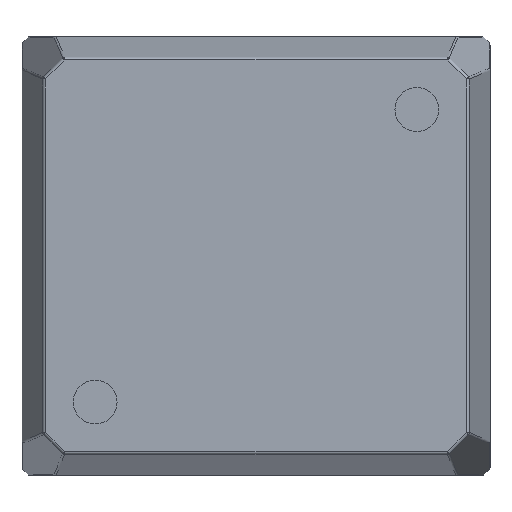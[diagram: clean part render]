
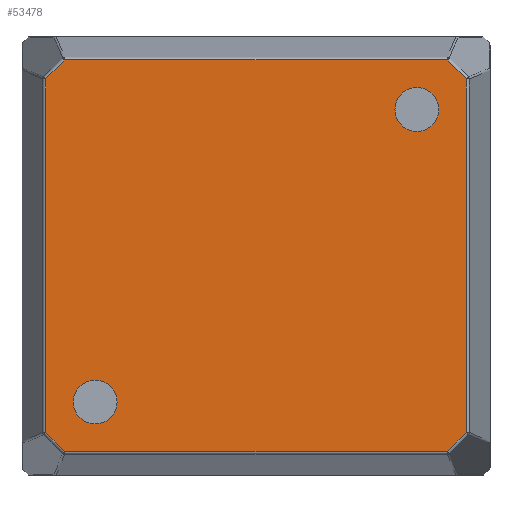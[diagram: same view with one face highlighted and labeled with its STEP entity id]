
A CAD part, top view. The second image highlights one B-rep face of the part: STEP entity #53478.
In plain terms, the highlighted face is planar.
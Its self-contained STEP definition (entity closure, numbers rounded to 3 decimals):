
#39199=DIRECTION('',(0.,0.,1.));
#39200=VECTOR('',#39199,12.088);
#39201=CARTESIAN_POINT('',(-7.193,5.85,-6.044));
#39202=LINE('',#39201,#39200);
#39206=DIRECTION('',(-0.707,0.,0.707));
#39207=VECTOR('',#39206,0.918);
#39208=CARTESIAN_POINT('',(-6.544,5.85,-6.693));
#39209=LINE('',#39208,#39207);
#39213=DIRECTION('',(-1.,0.,0.));
#39214=VECTOR('',#39213,13.088);
#39215=CARTESIAN_POINT('',(6.544,5.85,-6.693));
#39216=LINE('',#39215,#39214);
#39220=DIRECTION('',(-0.707,0.,-0.707));
#39221=VECTOR('',#39220,0.918);
#39222=CARTESIAN_POINT('',(7.193,5.85,-6.044));
#39223=LINE('',#39222,#39221);
#39227=DIRECTION('',(0.,0.,-1.));
#39228=VECTOR('',#39227,12.088);
#39229=CARTESIAN_POINT('',(7.193,5.85,6.044));
#39230=LINE('',#39229,#39228);
#39234=DIRECTION('',(0.707,0.,-0.707));
#39235=VECTOR('',#39234,0.918);
#39236=CARTESIAN_POINT('',(6.544,5.85,6.693));
#39237=LINE('',#39236,#39235);
#39241=DIRECTION('',(1.,0.,0.));
#39242=VECTOR('',#39241,13.088);
#39243=CARTESIAN_POINT('',(-6.544,5.85,6.693));
#39244=LINE('',#39243,#39242);
#39248=DIRECTION('',(0.707,0.,0.707));
#39249=VECTOR('',#39248,0.918);
#39250=CARTESIAN_POINT('',(-7.193,5.85,6.044));
#39251=LINE('',#39250,#39249);
#39255=CARTESIAN_POINT('',(-5.5,5.85,5.));
#39256=DIRECTION('',(0.,-1.,0.));
#39257=DIRECTION('',(1.,0.,0.));
#39258=AXIS2_PLACEMENT_3D('',#39255,#39256,#39257);
#39263=CARTESIAN_POINT('',(-5.5,5.85,5.));
#39264=DIRECTION('',(0.,-1.,0.));
#39265=DIRECTION('',(-1.,0.,0.));
#39266=AXIS2_PLACEMENT_3D('',#39263,#39264,#39265);
#39271=CARTESIAN_POINT('',(5.5,5.85,-5.));
#39272=DIRECTION('',(0.,-1.,0.));
#39273=DIRECTION('',(-1.,0.,0.));
#39274=AXIS2_PLACEMENT_3D('',#39271,#39272,#39273);
#39279=CARTESIAN_POINT('',(5.5,5.85,-5.));
#39280=DIRECTION('',(0.,-1.,0.));
#39281=DIRECTION('',(1.,0.,0.));
#39282=AXIS2_PLACEMENT_3D('',#39279,#39280,#39281);
#47688=CARTESIAN_POINT('',(-7.193,5.85,-6.044));
#47689=CARTESIAN_POINT('',(-7.193,5.85,6.044));
#47690=VERTEX_POINT('',#47688);
#47691=VERTEX_POINT('',#47689);
#47702=CARTESIAN_POINT('',(6.544,5.85,-6.693));
#47703=CARTESIAN_POINT('',(-6.544,5.85,-6.693));
#47704=VERTEX_POINT('',#47702);
#47705=VERTEX_POINT('',#47703);
#47716=CARTESIAN_POINT('',(7.193,5.85,6.044));
#47717=CARTESIAN_POINT('',(7.193,5.85,-6.044));
#47718=VERTEX_POINT('',#47716);
#47719=VERTEX_POINT('',#47717);
#47724=CARTESIAN_POINT('',(-6.544,5.85,6.693));
#47725=CARTESIAN_POINT('',(6.544,5.85,6.693));
#47726=VERTEX_POINT('',#47724);
#47727=VERTEX_POINT('',#47725);
#50594=CARTESIAN_POINT('',(-4.75,5.85,5.));
#50595=CARTESIAN_POINT('',(-6.25,5.85,5.));
#50596=VERTEX_POINT('',#50594);
#50597=VERTEX_POINT('',#50595);
#50602=CARTESIAN_POINT('',(4.75,5.85,-5.));
#50603=CARTESIAN_POINT('',(6.25,5.85,-5.));
#50604=VERTEX_POINT('',#50602);
#50605=VERTEX_POINT('',#50603);
#53446=CARTESIAN_POINT('',(0.,5.85,0.));
#53447=DIRECTION('',(0.,1.,0.));
#53448=DIRECTION('',(1.,0.,0.));
#53449=AXIS2_PLACEMENT_3D('',#53446,#53447,#53448);
#53450=PLANE('',#53449);
#53451=ORIENTED_EDGE('',*,*,#52626,.F.);
#53453=ORIENTED_EDGE('',*,*,#53452,.F.);
#53455=ORIENTED_EDGE('',*,*,#53454,.F.);
#53457=ORIENTED_EDGE('',*,*,#53456,.F.);
#53459=ORIENTED_EDGE('',*,*,#53458,.F.);
#53461=ORIENTED_EDGE('',*,*,#53460,.F.);
#53462=ORIENTED_EDGE('',*,*,#53364,.F.);
#53463=ORIENTED_EDGE('',*,*,#53429,.F.);
#53464=EDGE_LOOP('',(#53451,#53453,#53455,#53457,#53459,#53461,#53462,#53463));
#53465=FACE_OUTER_BOUND('',#53464,.F.);
#53467=ORIENTED_EDGE('',*,*,#53466,.F.);
#53469=ORIENTED_EDGE('',*,*,#53468,.F.);
#53470=EDGE_LOOP('',(#53467,#53469));
#53471=FACE_BOUND('',#53470,.F.);
#53473=ORIENTED_EDGE('',*,*,#53472,.F.);
#53475=ORIENTED_EDGE('',*,*,#53474,.F.);
#53476=EDGE_LOOP('',(#53473,#53475));
#53477=FACE_BOUND('',#53476,.F.);
#53478=ADVANCED_FACE('',(#53465,#53471,#53477),#53450,.T.);
#39259=CIRCLE('',#39258,0.75);
#39267=CIRCLE('',#39266,0.75);
#39275=CIRCLE('',#39274,0.75);
#39283=CIRCLE('',#39282,0.75);
#52626=EDGE_CURVE('',#47690,#47691,#39202,.T.);
#53364=EDGE_CURVE('',#47726,#47727,#39244,.T.);
#53429=EDGE_CURVE('',#47691,#47726,#39251,.T.);
#53452=EDGE_CURVE('',#47705,#47690,#39209,.T.);
#53454=EDGE_CURVE('',#47704,#47705,#39216,.T.);
#53456=EDGE_CURVE('',#47719,#47704,#39223,.T.);
#53458=EDGE_CURVE('',#47718,#47719,#39230,.T.);
#53460=EDGE_CURVE('',#47727,#47718,#39237,.T.);
#53466=EDGE_CURVE('',#50596,#50597,#39259,.T.);
#53468=EDGE_CURVE('',#50597,#50596,#39267,.T.);
#53472=EDGE_CURVE('',#50604,#50605,#39275,.T.);
#53474=EDGE_CURVE('',#50605,#50604,#39283,.T.);
